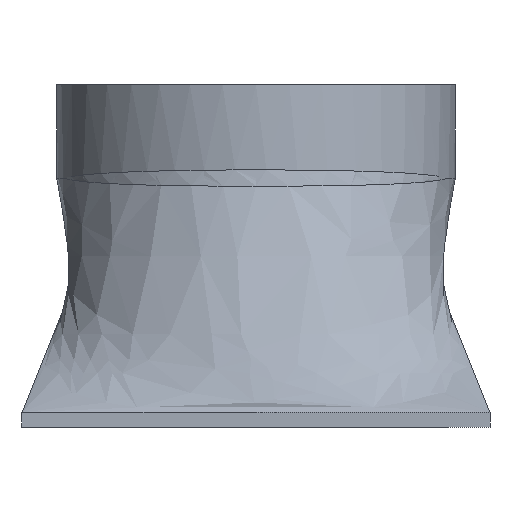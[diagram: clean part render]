
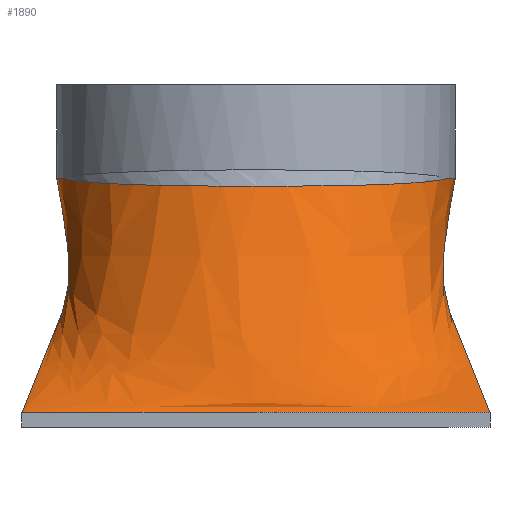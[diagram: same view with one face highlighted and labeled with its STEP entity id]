
A CAD part, front view. The second image highlights one B-rep face of the part: STEP entity #1890.
In plain terms, the highlighted free-form (B-spline) face has degree [3, 3] with [17, 4] control points.
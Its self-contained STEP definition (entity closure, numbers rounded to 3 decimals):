
#31=B_SPLINE_SURFACE_WITH_KNOTS('',3,3,((#5206,#5207,#5208,#5209),(#5210,
#5211,#5212,#5213),(#5214,#5215,#5216,#5217),(#5218,#5219,#5220,#5221),
(#5222,#5223,#5224,#5225),(#5226,#5227,#5228,#5229),(#5230,#5231,#5232,
#5233),(#5234,#5235,#5236,#5237),(#5238,#5239,#5240,#5241),(#5242,#5243,
#5244,#5245),(#5246,#5247,#5248,#5249),(#5250,#5251,#5252,#5253),(#5254,
#5255,#5256,#5257),(#5258,#5259,#5260,#5261),(#5262,#5263,#5264,#5265),
(#5266,#5267,#5268,#5269),(#5270,#5271,#5272,#5273)),.UNSPECIFIED.,.F.,
 .F.,.F.,(4,1,1,1,1,1,1,1,1,1,1,1,1,1,4),(4,4),(0.,0.071,0.143,
0.214,0.286,0.357,0.429,
0.476,0.571,0.619,0.714,
0.786,0.857,0.929,1.),(0.,1.),
 .UNSPECIFIED.);
#150=LINE('',#3329,#250);
#151=LINE('',#3330,#251);
#158=LINE('',#3619,#258);
#159=LINE('',#3621,#259);
#181=LINE('',#5274,#281);
#250=VECTOR('',#2366,53.104);
#251=VECTOR('',#2367,53.104);
#258=VECTOR('',#2394,53.104);
#259=VECTOR('',#2395,53.104);
#281=VECTOR('',#2511,10.);
#411=FACE_OUTER_BOUND('',#525,.T.);
#525=EDGE_LOOP('',(#1682,#1683,#1684,#1685,#1686,#1687,#1688,#1689));
#611=CIRCLE('',#2062,21.3);
#613=CIRCLE('',#2064,21.3);
#691=B_SPLINE_CURVE_WITH_KNOTS('',3,(#4279,#4280,#4281,#4282,#4283,#4284,
#4285,#4286,#4287,#4288,#4289,#4290,#4291,#4292,#4293,#4294,#4295),
 .UNSPECIFIED.,.F.,.F.,(4,2,1,1,1,1,1,1,1,1,1,2,4),(-0.007,
0.,0.684,1.368,2.052,2.736,
3.42,4.104,4.788,5.472,6.156,
6.84,6.847),.UNSPECIFIED.);
#822=VERTEX_POINT('',#3315);
#828=VERTEX_POINT('',#3326);
#829=VERTEX_POINT('',#3328);
#849=VERTEX_POINT('',#3616);
#850=VERTEX_POINT('',#3618);
#851=VERTEX_POINT('',#3620);
#870=VERTEX_POINT('',#4277);
#871=VERTEX_POINT('',#4278);
#1056=EDGE_CURVE('',#829,#828,#150,.T.);
#1057=EDGE_CURVE('',#822,#829,#151,.T.);
#1085=EDGE_CURVE('',#849,#850,#158,.T.);
#1086=EDGE_CURVE('',#850,#851,#159,.T.);
#1120=EDGE_CURVE('',#870,#871,#691,.T.);
#1122=EDGE_CURVE('',#871,#828,#611,.T.);
#1126=EDGE_CURVE('',#851,#870,#613,.T.);
#1153=EDGE_CURVE('',#849,#822,#181,.T.);
#1682=ORIENTED_EDGE('',*,*,#1120,.F.);
#1683=ORIENTED_EDGE('',*,*,#1126,.F.);
#1684=ORIENTED_EDGE('',*,*,#1086,.F.);
#1685=ORIENTED_EDGE('',*,*,#1085,.F.);
#1686=ORIENTED_EDGE('',*,*,#1153,.T.);
#1687=ORIENTED_EDGE('',*,*,#1057,.T.);
#1688=ORIENTED_EDGE('',*,*,#1056,.T.);
#1689=ORIENTED_EDGE('',*,*,#1122,.F.);
#1890=ADVANCED_FACE('',(#411),#31,.T.);
#2062=AXIS2_PLACEMENT_3D('',#4314,#2464,#2465);
#2064=AXIS2_PLACEMENT_3D('',#4320,#2470,#2471);
#2366=DIRECTION('',(-0.189,0.862,0.471));
#2367=DIRECTION('',(-0.189,0.862,0.471));
#2394=DIRECTION('',(0.189,0.862,0.471));
#2395=DIRECTION('',(0.189,0.862,0.471));
#2464=DIRECTION('center_axis',(0.,0.,1.));
#2465=DIRECTION('ref_axis',(1.,0.,0.));
#2470=DIRECTION('center_axis',(0.,0.,1.));
#2471=DIRECTION('ref_axis',(1.,0.,0.));
#2511=DIRECTION('',(1.,0.,0.));
#3315=CARTESIAN_POINT('',(-11.65,-81.4,1.6));
#3326=CARTESIAN_POINT('',(-21.691,-35.637,26.6));
#3328=CARTESIAN_POINT('',(-16.117,-61.04,12.722));
#3329=CARTESIAN_POINT('',(-11.65,-81.4,1.6));
#3330=CARTESIAN_POINT('',(-11.65,-81.4,1.6));
#3616=CARTESIAN_POINT('',(-61.65,-81.4,1.6));
#3618=CARTESIAN_POINT('',(-57.183,-61.04,12.722));
#3619=CARTESIAN_POINT('',(-61.65,-81.4,1.6));
#3620=CARTESIAN_POINT('',(-51.609,-35.637,26.6));
#3621=CARTESIAN_POINT('',(-61.65,-81.4,1.6));
#4277=CARTESIAN_POINT('',(-57.223,-56.317,26.6));
#4278=CARTESIAN_POINT('',(-16.077,-56.317,26.6));
#4279=CARTESIAN_POINT('Ctrl Pts',(-57.223,-56.317,26.6));
#4280=CARTESIAN_POINT('Ctrl Pts',(-57.218,-56.335,26.599));
#4281=CARTESIAN_POINT('Ctrl Pts',(-57.213,-56.353,26.597));
#4282=CARTESIAN_POINT('Ctrl Pts',(-56.723,-58.166,26.463));
#4283=CARTESIAN_POINT('Ctrl Pts',(-55.31,-61.652,26.227));
#4284=CARTESIAN_POINT('Ctrl Pts',(-51.974,-66.158,25.99));
#4285=CARTESIAN_POINT('Ctrl Pts',(-47.519,-69.687,25.846));
#4286=CARTESIAN_POINT('Ctrl Pts',(-42.292,-71.904,25.772));
#4287=CARTESIAN_POINT('Ctrl Pts',(-36.649,-72.67,25.749));
#4288=CARTESIAN_POINT('Ctrl Pts',(-31.006,-71.903,25.772));
#4289=CARTESIAN_POINT('Ctrl Pts',(-25.781,-69.687,25.846));
#4290=CARTESIAN_POINT('Ctrl Pts',(-21.325,-66.158,25.99));
#4291=CARTESIAN_POINT('Ctrl Pts',(-17.99,-61.652,26.227));
#4292=CARTESIAN_POINT('Ctrl Pts',(-16.577,-58.166,26.463));
#4293=CARTESIAN_POINT('Ctrl Pts',(-16.087,-56.353,26.597));
#4294=CARTESIAN_POINT('Ctrl Pts',(-16.082,-56.335,26.599));
#4295=CARTESIAN_POINT('Ctrl Pts',(-16.077,-56.317,26.6));
#4314=CARTESIAN_POINT('Origin',(-36.65,-50.8,26.6));
#4320=CARTESIAN_POINT('Origin',(-36.65,-50.8,26.6));
#5206=CARTESIAN_POINT('Ctrl Pts',(-61.65,-81.4,1.6));
#5207=CARTESIAN_POINT('Ctrl Pts',(-58.303,-66.146,9.933));
#5208=CARTESIAN_POINT('Ctrl Pts',(-54.956,-50.892,18.267));
#5209=CARTESIAN_POINT('Ctrl Pts',(-51.609,-35.637,26.6));
#5210=CARTESIAN_POINT('Ctrl Pts',(-60.46,-81.4,1.6));
#5211=CARTESIAN_POINT('Ctrl Pts',(-58.078,-66.707,9.933));
#5212=CARTESIAN_POINT('Ctrl Pts',(-55.697,-52.014,18.267));
#5213=CARTESIAN_POINT('Ctrl Pts',(-53.315,-37.321,26.6));
#5214=CARTESIAN_POINT('Ctrl Pts',(-58.079,-81.4,1.6));
#5215=CARTESIAN_POINT('Ctrl Pts',(-57.437,-68.023,9.933));
#5216=CARTESIAN_POINT('Ctrl Pts',(-56.795,-54.645,18.267));
#5217=CARTESIAN_POINT('Ctrl Pts',(-56.154,-41.268,26.6));
#5218=CARTESIAN_POINT('Ctrl Pts',(-54.507,-81.4,1.6));
#5219=CARTESIAN_POINT('Ctrl Pts',(-55.742,-70.355,9.933));
#5220=CARTESIAN_POINT('Ctrl Pts',(-56.976,-59.31,18.267));
#5221=CARTESIAN_POINT('Ctrl Pts',(-58.211,-48.265,26.6));
#5222=CARTESIAN_POINT('Ctrl Pts',(-50.936,-81.4,1.6));
#5223=CARTESIAN_POINT('Ctrl Pts',(-53.235,-72.783,9.933));
#5224=CARTESIAN_POINT('Ctrl Pts',(-55.533,-64.166,18.267));
#5225=CARTESIAN_POINT('Ctrl Pts',(-57.832,-55.549,26.6));
#5226=CARTESIAN_POINT('Ctrl Pts',(-47.364,-81.4,1.6));
#5227=CARTESIAN_POINT('Ctrl Pts',(-49.931,-75.032,9.933));
#5228=CARTESIAN_POINT('Ctrl Pts',(-52.497,-68.663,18.267));
#5229=CARTESIAN_POINT('Ctrl Pts',(-55.064,-62.295,26.6));
#5230=CARTESIAN_POINT('Ctrl Pts',(-43.793,-81.4,1.6));
#5231=CARTESIAN_POINT('Ctrl Pts',(-45.934,-76.85,9.933));
#5232=CARTESIAN_POINT('Ctrl Pts',(-48.076,-72.297,18.267));
#5233=CARTESIAN_POINT('Ctrl Pts',(-50.217,-67.746,26.6));
#5234=CARTESIAN_POINT('Ctrl Pts',(-40.618,-81.4,1.6));
#5235=CARTESIAN_POINT('Ctrl Pts',(-41.929,-77.895,9.933));
#5236=CARTESIAN_POINT('Ctrl Pts',(-43.238,-74.393,18.267));
#5237=CARTESIAN_POINT('Ctrl Pts',(-44.549,-70.888,26.6));
#5238=CARTESIAN_POINT('Ctrl Pts',(-37.047,-81.4,1.6));
#5239=CARTESIAN_POINT('Ctrl Pts',(-37.195,-78.436,9.933));
#5240=CARTESIAN_POINT('Ctrl Pts',(-37.345,-75.47,18.267));
#5241=CARTESIAN_POINT('Ctrl Pts',(-37.494,-72.506,26.6));
#5242=CARTESIAN_POINT('Ctrl Pts',(-33.872,-81.4,1.6));
#5243=CARTESIAN_POINT('Ctrl Pts',(-32.91,-78.19,9.933));
#5244=CARTESIAN_POINT('Ctrl Pts',(-31.946,-74.982,18.267));
#5245=CARTESIAN_POINT('Ctrl Pts',(-30.984,-71.772,26.6));
#5246=CARTESIAN_POINT('Ctrl Pts',(-29.904,-81.4,1.6));
#5247=CARTESIAN_POINT('Ctrl Pts',(-27.85,-77.024,9.933));
#5248=CARTESIAN_POINT('Ctrl Pts',(-25.796,-72.649,18.267));
#5249=CARTESIAN_POINT('Ctrl Pts',(-23.742,-68.272,26.6));
#5250=CARTESIAN_POINT('Ctrl Pts',(-26.333,-81.4,1.6));
#5251=CARTESIAN_POINT('Ctrl Pts',(-23.735,-75.284,9.933));
#5252=CARTESIAN_POINT('Ctrl Pts',(-21.138,-69.167,18.267));
#5253=CARTESIAN_POINT('Ctrl Pts',(-18.54,-63.051,26.6));
#5254=CARTESIAN_POINT('Ctrl Pts',(-22.364,-81.4,1.6));
#5255=CARTESIAN_POINT('Ctrl Pts',(-20.066,-72.782,9.933));
#5256=CARTESIAN_POINT('Ctrl Pts',(-17.767,-64.165,18.267));
#5257=CARTESIAN_POINT('Ctrl Pts',(-15.469,-55.548,26.6));
#5258=CARTESIAN_POINT('Ctrl Pts',(-18.793,-81.4,1.6));
#5259=CARTESIAN_POINT('Ctrl Pts',(-17.558,-70.356,9.933));
#5260=CARTESIAN_POINT('Ctrl Pts',(-16.324,-59.311,18.267));
#5261=CARTESIAN_POINT('Ctrl Pts',(-15.089,-48.267,26.6));
#5262=CARTESIAN_POINT('Ctrl Pts',(-15.221,-81.4,1.6));
#5263=CARTESIAN_POINT('Ctrl Pts',(-15.863,-68.022,9.933));
#5264=CARTESIAN_POINT('Ctrl Pts',(-16.505,-54.645,18.267));
#5265=CARTESIAN_POINT('Ctrl Pts',(-17.147,-41.268,26.6));
#5266=CARTESIAN_POINT('Ctrl Pts',(-12.84,-81.4,1.6));
#5267=CARTESIAN_POINT('Ctrl Pts',(-15.221,-66.707,9.933));
#5268=CARTESIAN_POINT('Ctrl Pts',(-17.604,-52.014,18.267));
#5269=CARTESIAN_POINT('Ctrl Pts',(-19.985,-37.321,26.6));
#5270=CARTESIAN_POINT('Ctrl Pts',(-11.65,-81.4,1.6));
#5271=CARTESIAN_POINT('Ctrl Pts',(-14.997,-66.146,9.933));
#5272=CARTESIAN_POINT('Ctrl Pts',(-18.344,-50.892,18.267));
#5273=CARTESIAN_POINT('Ctrl Pts',(-21.691,-35.637,26.6));
#5274=CARTESIAN_POINT('',(-61.65,-81.4,1.6));
